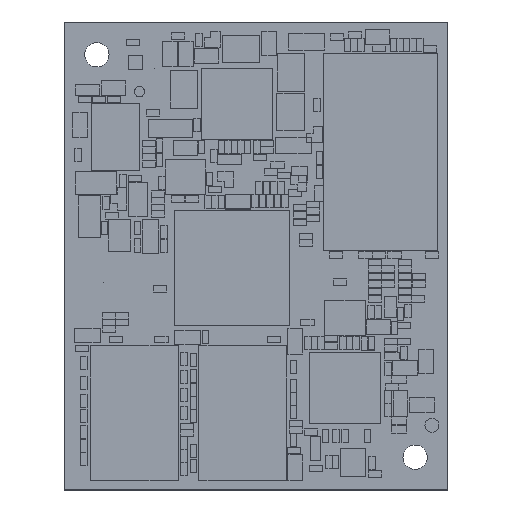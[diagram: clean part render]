
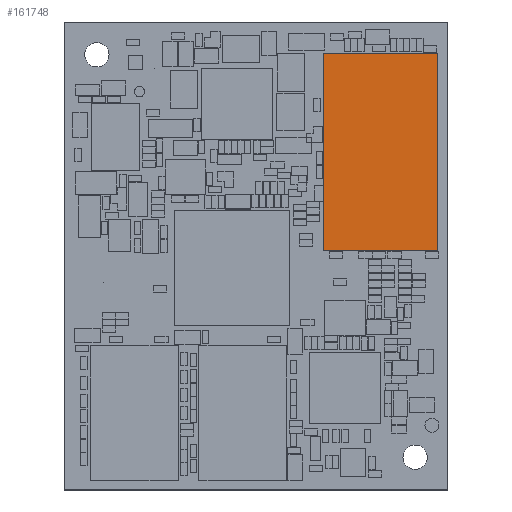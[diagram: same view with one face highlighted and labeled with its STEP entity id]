
A CAD part, top view. The second image highlights one B-rep face of the part: STEP entity #161748.
In plain terms, the highlighted planar face has unit normal (0, 0, 1).
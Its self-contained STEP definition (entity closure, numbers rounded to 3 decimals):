
#161434 = VERTEX_POINT('',#161435);
#161435 = CARTESIAN_POINT('',(39.935,46.64,1.2));
#161442 = PLANE('',#161443);
#161443 = AXIS2_PLACEMENT_3D('',#161444,#161445,#161446);
#161444 = CARTESIAN_POINT('',(39.935,46.64,0.));
#161445 = DIRECTION('',(0.,-1.,0.));
#161446 = DIRECTION('',(-1.,0.,0.));
#161454 = PLANE('',#161455);
#161455 = AXIS2_PLACEMENT_3D('',#161456,#161457,#161458);
#161456 = CARTESIAN_POINT('',(39.935,25.54,0.));
#161457 = DIRECTION('',(-1.,0.,0.));
#161458 = DIRECTION('',(0.,1.,0.));
#161466 = EDGE_CURVE('',#161434,#161467,#161469,.T.);
#161467 = VERTEX_POINT('',#161468);
#161468 = CARTESIAN_POINT('',(27.735,46.64,1.2));
#161469 = SURFACE_CURVE('',#161470,(#161474,#161481),.PCURVE_S1.);
#161470 = LINE('',#161471,#161472);
#161471 = CARTESIAN_POINT('',(39.935,46.64,1.2));
#161472 = VECTOR('',#161473,1.);
#161473 = DIRECTION('',(-1.,0.,0.));
#161474 = PCURVE('',#161442,#161475);
#161475 = DEFINITIONAL_REPRESENTATION('',(#161476),#161480);
#161476 = LINE('',#161477,#161478);
#161477 = CARTESIAN_POINT('',(0.,-1.2));
#161478 = VECTOR('',#161479,1.);
#161479 = DIRECTION('',(1.,0.));
#161480 = ( GEOMETRIC_REPRESENTATION_CONTEXT(2) 
PARAMETRIC_REPRESENTATION_CONTEXT() REPRESENTATION_CONTEXT('2D SPACE',''
  ) );
#161481 = PCURVE('',#161482,#161487);
#161482 = PLANE('',#161483);
#161483 = AXIS2_PLACEMENT_3D('',#161484,#161485,#161486);
#161484 = CARTESIAN_POINT('',(39.935,46.64,1.2));
#161485 = DIRECTION('',(0.,0.,-1.));
#161486 = DIRECTION('',(1.,0.,0.));
#161487 = DEFINITIONAL_REPRESENTATION('',(#161488),#161492);
#161488 = LINE('',#161489,#161490);
#161489 = CARTESIAN_POINT('',(0.,0.));
#161490 = VECTOR('',#161491,1.);
#161491 = DIRECTION('',(-1.,0.));
#161492 = ( GEOMETRIC_REPRESENTATION_CONTEXT(2) 
PARAMETRIC_REPRESENTATION_CONTEXT() REPRESENTATION_CONTEXT('2D SPACE',''
  ) );
#161510 = PLANE('',#161511);
#161511 = AXIS2_PLACEMENT_3D('',#161512,#161513,#161514);
#161512 = CARTESIAN_POINT('',(27.735,46.64,0.));
#161513 = DIRECTION('',(1.,0.,0.));
#161514 = DIRECTION('',(0.,-1.,0.));
#161554 = VERTEX_POINT('',#161555);
#161555 = CARTESIAN_POINT('',(39.935,25.54,1.2));
#161569 = PLANE('',#161570);
#161570 = AXIS2_PLACEMENT_3D('',#161571,#161572,#161573);
#161571 = CARTESIAN_POINT('',(27.735,25.54,0.));
#161572 = DIRECTION('',(0.,1.,0.));
#161573 = DIRECTION('',(1.,0.,0.));
#161581 = EDGE_CURVE('',#161554,#161434,#161582,.T.);
#161582 = SURFACE_CURVE('',#161583,(#161587,#161594),.PCURVE_S1.);
#161583 = LINE('',#161584,#161585);
#161584 = CARTESIAN_POINT('',(39.935,25.54,1.2));
#161585 = VECTOR('',#161586,1.);
#161586 = DIRECTION('',(0.,1.,0.));
#161587 = PCURVE('',#161454,#161588);
#161588 = DEFINITIONAL_REPRESENTATION('',(#161589),#161593);
#161589 = LINE('',#161590,#161591);
#161590 = CARTESIAN_POINT('',(0.,-1.2));
#161591 = VECTOR('',#161592,1.);
#161592 = DIRECTION('',(1.,0.));
#161593 = ( GEOMETRIC_REPRESENTATION_CONTEXT(2) 
PARAMETRIC_REPRESENTATION_CONTEXT() REPRESENTATION_CONTEXT('2D SPACE',''
  ) );
#161594 = PCURVE('',#161482,#161595);
#161595 = DEFINITIONAL_REPRESENTATION('',(#161596),#161600);
#161596 = LINE('',#161597,#161598);
#161597 = CARTESIAN_POINT('',(0.,21.1));
#161598 = VECTOR('',#161599,1.);
#161599 = DIRECTION('',(0.,-1.));
#161600 = ( GEOMETRIC_REPRESENTATION_CONTEXT(2) 
PARAMETRIC_REPRESENTATION_CONTEXT() REPRESENTATION_CONTEXT('2D SPACE',''
  ) );
#161628 = EDGE_CURVE('',#161467,#161629,#161631,.T.);
#161629 = VERTEX_POINT('',#161630);
#161630 = CARTESIAN_POINT('',(27.735,25.54,1.2));
#161631 = SURFACE_CURVE('',#161632,(#161636,#161643),.PCURVE_S1.);
#161632 = LINE('',#161633,#161634);
#161633 = CARTESIAN_POINT('',(27.735,46.64,1.2));
#161634 = VECTOR('',#161635,1.);
#161635 = DIRECTION('',(0.,-1.,0.));
#161636 = PCURVE('',#161510,#161637);
#161637 = DEFINITIONAL_REPRESENTATION('',(#161638),#161642);
#161638 = LINE('',#161639,#161640);
#161639 = CARTESIAN_POINT('',(0.,-1.2));
#161640 = VECTOR('',#161641,1.);
#161641 = DIRECTION('',(1.,0.));
#161642 = ( GEOMETRIC_REPRESENTATION_CONTEXT(2) 
PARAMETRIC_REPRESENTATION_CONTEXT() REPRESENTATION_CONTEXT('2D SPACE',''
  ) );
#161643 = PCURVE('',#161482,#161644);
#161644 = DEFINITIONAL_REPRESENTATION('',(#161645),#161649);
#161645 = LINE('',#161646,#161647);
#161646 = CARTESIAN_POINT('',(-12.2,0.));
#161647 = VECTOR('',#161648,1.);
#161648 = DIRECTION('',(0.,1.));
#161649 = ( GEOMETRIC_REPRESENTATION_CONTEXT(2) 
PARAMETRIC_REPRESENTATION_CONTEXT() REPRESENTATION_CONTEXT('2D SPACE',''
  ) );
#161699 = EDGE_CURVE('',#161629,#161554,#161700,.T.);
#161700 = SURFACE_CURVE('',#161701,(#161705,#161712),.PCURVE_S1.);
#161701 = LINE('',#161702,#161703);
#161702 = CARTESIAN_POINT('',(27.735,25.54,1.2));
#161703 = VECTOR('',#161704,1.);
#161704 = DIRECTION('',(1.,0.,0.));
#161705 = PCURVE('',#161569,#161706);
#161706 = DEFINITIONAL_REPRESENTATION('',(#161707),#161711);
#161707 = LINE('',#161708,#161709);
#161708 = CARTESIAN_POINT('',(0.,-1.2));
#161709 = VECTOR('',#161710,1.);
#161710 = DIRECTION('',(1.,0.));
#161711 = ( GEOMETRIC_REPRESENTATION_CONTEXT(2) 
PARAMETRIC_REPRESENTATION_CONTEXT() REPRESENTATION_CONTEXT('2D SPACE',''
  ) );
#161712 = PCURVE('',#161482,#161713);
#161713 = DEFINITIONAL_REPRESENTATION('',(#161714),#161718);
#161714 = LINE('',#161715,#161716);
#161715 = CARTESIAN_POINT('',(-12.2,21.1));
#161716 = VECTOR('',#161717,1.);
#161717 = DIRECTION('',(1.,0.));
#161718 = ( GEOMETRIC_REPRESENTATION_CONTEXT(2) 
PARAMETRIC_REPRESENTATION_CONTEXT() REPRESENTATION_CONTEXT('2D SPACE',''
  ) );
#161748 = ADVANCED_FACE('',(#161749),#161482,.F.);
#161749 = FACE_BOUND('',#161750,.F.);
#161750 = EDGE_LOOP('',(#161751,#161752,#161753,#161754));
#161751 = ORIENTED_EDGE('',*,*,#161466,.F.);
#161752 = ORIENTED_EDGE('',*,*,#161581,.F.);
#161753 = ORIENTED_EDGE('',*,*,#161699,.F.);
#161754 = ORIENTED_EDGE('',*,*,#161628,.F.);
